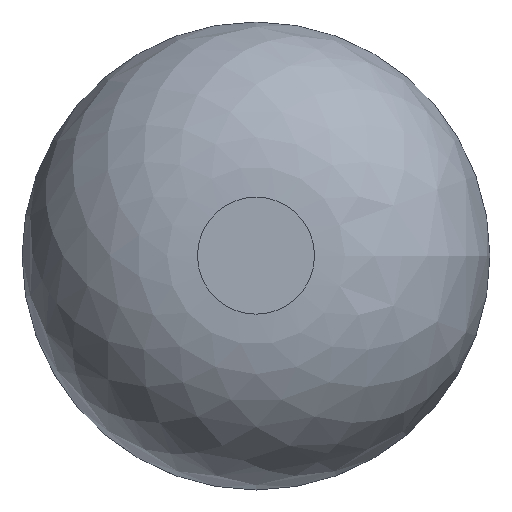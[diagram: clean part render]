
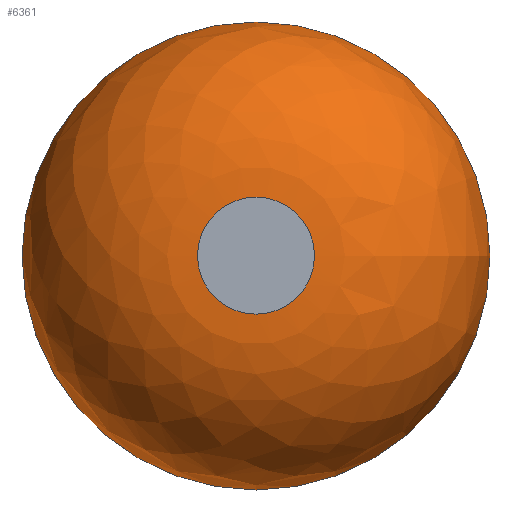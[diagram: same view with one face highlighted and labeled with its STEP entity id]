
A CAD part, top view. The second image highlights one B-rep face of the part: STEP entity #6361.
In plain terms, the highlighted face is a revolution surface.
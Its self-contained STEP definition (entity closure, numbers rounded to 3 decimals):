
#6290 = CYLINDRICAL_SURFACE('',#6291,8.);
#6291 = AXIS2_PLACEMENT_3D('',#6292,#6293,#6294);
#6292 = CARTESIAN_POINT('',(0.,0.,532.53));
#6293 = DIRECTION('',(0.,0.,1.));
#6294 = DIRECTION('',(1.,0.,0.));
#6308 = VERTEX_POINT('',#6309);
#6309 = CARTESIAN_POINT('',(8.,0.,533.53));
#6330 = EDGE_CURVE('',#6308,#6308,#6331,.T.);
#6331 = SURFACE_CURVE('',#6332,(#6337,#6344),.PCURVE_S1.);
#6332 = CIRCLE('',#6333,8.);
#6333 = AXIS2_PLACEMENT_3D('',#6334,#6335,#6336);
#6334 = CARTESIAN_POINT('',(0.,0.,533.53));
#6335 = DIRECTION('',(0.,0.,-1.));
#6336 = DIRECTION('',(1.,0.,0.));
#6337 = PCURVE('',#6290,#6338);
#6338 = DEFINITIONAL_REPRESENTATION('',(#6339),#6343);
#6339 = LINE('',#6340,#6341);
#6340 = CARTESIAN_POINT('',(0.,1.));
#6341 = VECTOR('',#6342,1.);
#6342 = DIRECTION('',(-1.,0.));
#6343 = ( GEOMETRIC_REPRESENTATION_CONTEXT(2) 
PARAMETRIC_REPRESENTATION_CONTEXT() REPRESENTATION_CONTEXT('2D SPACE',''
  ) );
#6344 = PCURVE('',#6345,#6354);
#6345 = SURFACE_OF_REVOLUTION('',#6346,#6351);
#6346 = CIRCLE('',#6347,6.);
#6347 = AXIS2_PLACEMENT_3D('',#6348,#6349,#6350);
#6348 = CARTESIAN_POINT('',(2.,0.,533.53));
#6349 = DIRECTION('',(0.,-1.,0.));
#6350 = DIRECTION('',(1.,0.,0.));
#6351 = AXIS1_PLACEMENT('',#6352,#6353);
#6352 = CARTESIAN_POINT('',(0.,0.,0.));
#6353 = DIRECTION('',(0.,0.,-1.));
#6354 = DEFINITIONAL_REPRESENTATION('',(#6355),#6359);
#6355 = LINE('',#6356,#6357);
#6356 = CARTESIAN_POINT('',(0.,0.));
#6357 = VECTOR('',#6358,1.);
#6358 = DIRECTION('',(1.,0.));
#6359 = ( GEOMETRIC_REPRESENTATION_CONTEXT(2) 
PARAMETRIC_REPRESENTATION_CONTEXT() REPRESENTATION_CONTEXT('2D SPACE',''
  ) );
#6361 = ADVANCED_FACE('',(#6362),#6345,.F.);
#6362 = FACE_BOUND('',#6363,.F.);
#6363 = EDGE_LOOP('',(#6364,#6365,#6389,#6416));
#6364 = ORIENTED_EDGE('',*,*,#6330,.T.);
#6365 = ORIENTED_EDGE('',*,*,#6366,.T.);
#6366 = EDGE_CURVE('',#6308,#6367,#6369,.T.);
#6367 = VERTEX_POINT('',#6368);
#6368 = CARTESIAN_POINT('',(2.,0.,539.53));
#6369 = SEAM_CURVE('',#6370,(#6375,#6382),.PCURVE_S1.);
#6370 = CIRCLE('',#6371,6.);
#6371 = AXIS2_PLACEMENT_3D('',#6372,#6373,#6374);
#6372 = CARTESIAN_POINT('',(2.,0.,533.53));
#6373 = DIRECTION('',(0.,-1.,0.));
#6374 = DIRECTION('',(1.,0.,0.));
#6375 = PCURVE('',#6345,#6376);
#6376 = DEFINITIONAL_REPRESENTATION('',(#6377),#6381);
#6377 = LINE('',#6378,#6379);
#6378 = CARTESIAN_POINT('',(0.,0.));
#6379 = VECTOR('',#6380,1.);
#6380 = DIRECTION('',(0.,1.));
#6381 = ( GEOMETRIC_REPRESENTATION_CONTEXT(2) 
PARAMETRIC_REPRESENTATION_CONTEXT() REPRESENTATION_CONTEXT('2D SPACE',''
  ) );
#6382 = PCURVE('',#6345,#6383);
#6383 = DEFINITIONAL_REPRESENTATION('',(#6384),#6388);
#6384 = LINE('',#6385,#6386);
#6385 = CARTESIAN_POINT('',(6.283,0.));
#6386 = VECTOR('',#6387,1.);
#6387 = DIRECTION('',(0.,1.));
#6388 = ( GEOMETRIC_REPRESENTATION_CONTEXT(2) 
PARAMETRIC_REPRESENTATION_CONTEXT() REPRESENTATION_CONTEXT('2D SPACE',''
  ) );
#6389 = ORIENTED_EDGE('',*,*,#6390,.F.);
#6390 = EDGE_CURVE('',#6367,#6367,#6391,.T.);
#6391 = SURFACE_CURVE('',#6392,(#6397,#6404),.PCURVE_S1.);
#6392 = CIRCLE('',#6393,2.);
#6393 = AXIS2_PLACEMENT_3D('',#6394,#6395,#6396);
#6394 = CARTESIAN_POINT('',(0.,0.,539.53));
#6395 = DIRECTION('',(0.,0.,-1.));
#6396 = DIRECTION('',(1.,0.,0.));
#6397 = PCURVE('',#6345,#6398);
#6398 = DEFINITIONAL_REPRESENTATION('',(#6399),#6403);
#6399 = LINE('',#6400,#6401);
#6400 = CARTESIAN_POINT('',(0.,1.571));
#6401 = VECTOR('',#6402,1.);
#6402 = DIRECTION('',(1.,0.));
#6403 = ( GEOMETRIC_REPRESENTATION_CONTEXT(2) 
PARAMETRIC_REPRESENTATION_CONTEXT() REPRESENTATION_CONTEXT('2D SPACE',''
  ) );
#6404 = PCURVE('',#6405,#6410);
#6405 = PLANE('',#6406);
#6406 = AXIS2_PLACEMENT_3D('',#6407,#6408,#6409);
#6407 = CARTESIAN_POINT('',(0.,0.,539.53));
#6408 = DIRECTION('',(0.,0.,-1.));
#6409 = DIRECTION('',(1.,0.,0.));
#6410 = DEFINITIONAL_REPRESENTATION('',(#6411),#6415);
#6411 = CIRCLE('',#6412,2.);
#6412 = AXIS2_PLACEMENT_2D('',#6413,#6414);
#6413 = CARTESIAN_POINT('',(0.,0.));
#6414 = DIRECTION('',(1.,0.));
#6415 = ( GEOMETRIC_REPRESENTATION_CONTEXT(2) 
PARAMETRIC_REPRESENTATION_CONTEXT() REPRESENTATION_CONTEXT('2D SPACE',''
  ) );
#6416 = ORIENTED_EDGE('',*,*,#6366,.F.);
